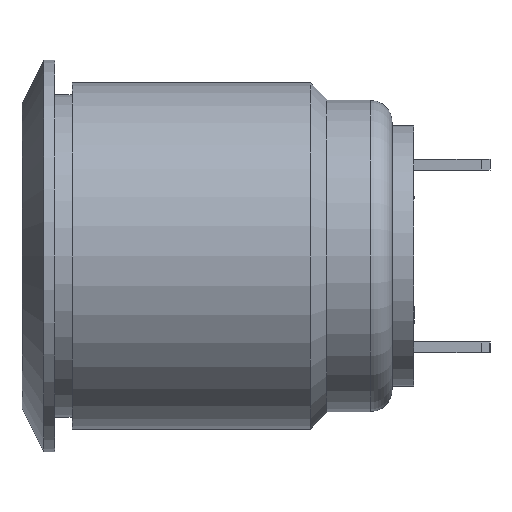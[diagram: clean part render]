
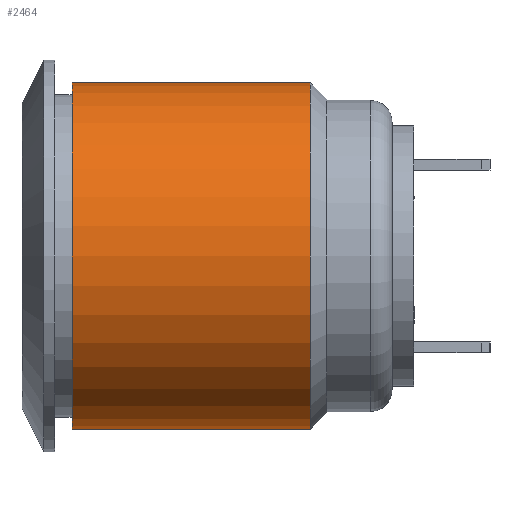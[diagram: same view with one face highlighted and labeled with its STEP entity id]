
A CAD part, front view. The second image highlights one B-rep face of the part: STEP entity #2464.
In plain terms, the highlighted cylindrical face has radius 7.95 mm (diameter 15.9 mm), a full revolution.
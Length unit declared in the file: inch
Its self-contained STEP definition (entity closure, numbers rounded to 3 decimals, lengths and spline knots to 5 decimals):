
#2413=CARTESIAN_POINT('',(0.4626,0.31299,0.));
#2414=VERTEX_POINT('',#2413);
#2415=CARTESIAN_POINT('',(0.4626,0.0,0.0));
#2416=DIRECTION('',(1.0,0.0,0.0));
#2417=DIRECTION('',(0.0,-1.0,0.0));
#2418=AXIS2_PLACEMENT_3D('',#2415,#2416,#2417);
#2419=CIRCLE('',#2418,0.31299);
#2420=EDGE_CURVE('',#2414,#2414,#2419,.T.);
#2445=CARTESIAN_POINT('',(0.0,0.0,0.0));
#2446=DIRECTION('',(1.0,0.0,0.0));
#2447=DIRECTION('',(0.0,-1.0,0.0));
#2448=AXIS2_PLACEMENT_3D('',#2445,#2446,#2447);
#2449=CYLINDRICAL_SURFACE('',#2448,0.31299);
#2450=CARTESIAN_POINT('',(0.0315,0.,-0.31299));
#2451=VERTEX_POINT('',#2450);
#2452=CARTESIAN_POINT('',(0.0315,0.0,0.0));
#2453=DIRECTION('',(1.0,0.0,0.0));
#2454=DIRECTION('',(0.0,-1.0,0.0));
#2455=AXIS2_PLACEMENT_3D('',#2452,#2453,#2454);
#2456=CIRCLE('',#2455,0.31299);
#2457=EDGE_CURVE('',#2451,#2451,#2456,.T.);
#2458=ORIENTED_EDGE('',*,*,#2457,.T.);
#2459=EDGE_LOOP('',(#2458));
#2460=FACE_OUTER_BOUND('',#2459,.T.);
#2461=ORIENTED_EDGE('',*,*,#2420,.F.);
#2462=EDGE_LOOP('',(#2461));
#2463=FACE_BOUND('',#2462,.T.);
#2464=ADVANCED_FACE('',(#2460,#2463),#2449,.T.);
